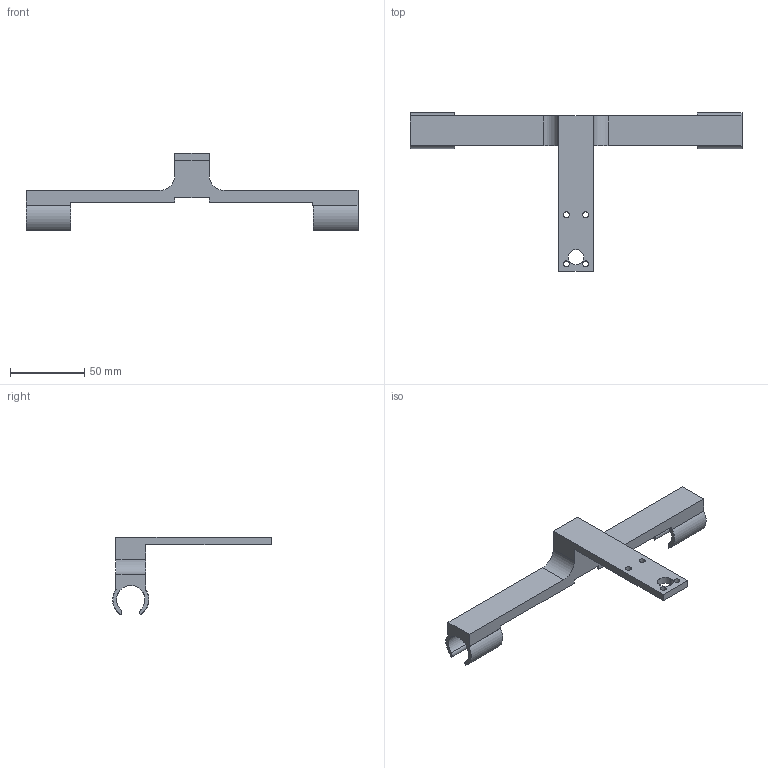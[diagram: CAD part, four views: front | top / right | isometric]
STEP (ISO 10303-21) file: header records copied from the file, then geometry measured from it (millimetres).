
FILE_DESCRIPTION (( 'STEP AP203' ), '1' );
FILE_NAME ('Motor holder.STEP', '2025-07-01T22:12:31', ( '' ), ( '' ), 'SwSTEP 2.0', 'SolidWorks 2023', '' );
FILE_SCHEMA (( 'CONFIG_CONTROL_DESIGN' ));
Length unit declared in the file: millimetre
Products named in the file (1): Motor holder
Bounding box: 223 x 106.7 x 52.26 mm (x, y, z)
Volume: 53357.9 mm3; surface area: 25074.8 mm2
Topology: 1 solids, 1 shells, 55 faces, 157 edges, 104 vertices
Faces by surface type: plane 29, cylinder 26
Entity records: 1910 total; most frequent: DIRECTION 327, CARTESIAN_POINT 317, ORIENTED_EDGE 314, EDGE_CURVE 157, AXIS2_PLACEMENT_3D 114, VERTEX_POINT 104, LINE 99, VECTOR 99
